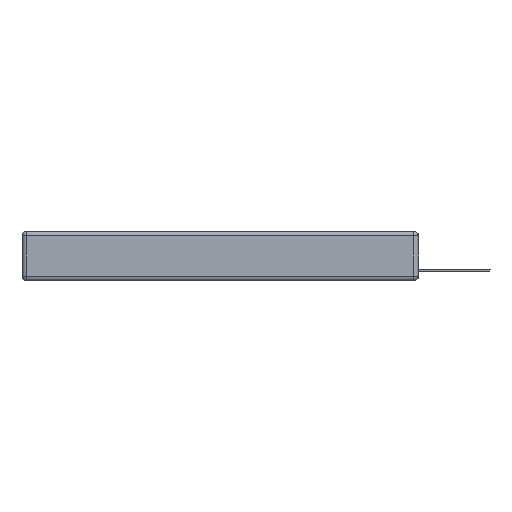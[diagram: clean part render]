
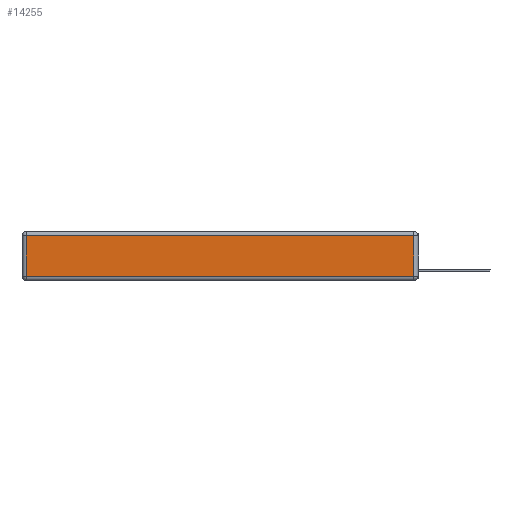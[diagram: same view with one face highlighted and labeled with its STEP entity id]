
A CAD part, left-side view. The second image highlights one B-rep face of the part: STEP entity #14255.
In plain terms, the highlighted planar face has unit normal (-1, 0, 0).
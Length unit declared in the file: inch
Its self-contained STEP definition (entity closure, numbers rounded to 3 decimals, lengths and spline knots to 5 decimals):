
#423 = LINE ( 'NONE', #13190, #11919 ) ;
#436 = EDGE_LOOP ( 'NONE', ( #22422, #10417, #815, #19332 ) ) ;
#815 = ORIENTED_EDGE ( 'NONE', *, *, #1580, .T. ) ;
#1009 = EDGE_CURVE ( 'NONE', #7589, #19384, #10756, .T. ) ;
#1580 = EDGE_CURVE ( 'NONE', #17463, #7589, #6061, .T. ) ;
#1664 = AXIS2_PLACEMENT_3D ( 'NONE', #19911, #10931, #9151 ) ;
#1919 = LINE ( 'NONE', #9127, #10513 ) ;
#3744 = CARTESIAN_POINT ( 'NONE',  ( 0., 2.72, -0.03 ) ) ;
#4283 = DIRECTION ( 'NONE',  ( 0., 1., 0. ) ) ;
#5486 = PLANE ( 'NONE',  #1664 ) ;
#6061 = LINE ( 'NONE', #21899, #23053 ) ;
#7050 = CARTESIAN_POINT ( 'NONE',  ( 0., 2.72, -0.313 ) ) ;
#7589 = VERTEX_POINT ( 'NONE', #3744 ) ;
#9038 = EDGE_CURVE ( 'NONE', #18987, #17463, #1919, .T. ) ;
#9081 = VECTOR ( 'NONE', #10404, 39.37008 ) ;
#9127 = CARTESIAN_POINT ( 'NONE',  ( 0., 0.03, -0.343 ) ) ;
#9151 = DIRECTION ( 'NONE',  ( 0., 0., 1. ) ) ;
#10404 = DIRECTION ( 'NONE',  ( 0., 0., -1. ) ) ;
#10417 = ORIENTED_EDGE ( 'NONE', *, *, #9038, .T. ) ;
#10513 = VECTOR ( 'NONE', #19533, 39.37008 ) ;
#10756 = LINE ( 'NONE', #21377, #9081 ) ;
#10931 = DIRECTION ( 'NONE',  ( -1., 0., 0. ) ) ;
#11919 = VECTOR ( 'NONE', #20362, 39.37008 ) ;
#12518 = CARTESIAN_POINT ( 'NONE',  ( 0., 0.03, -0.313 ) ) ;
#13190 = CARTESIAN_POINT ( 'NONE',  ( 0., 0., -0.313 ) ) ;
#14255 = ADVANCED_FACE ( 'NONE', ( #16262 ), #5486, .T. ) ;
#16262 = FACE_OUTER_BOUND ( 'NONE', #436, .T. ) ;
#17463 = VERTEX_POINT ( 'NONE', #22765 ) ;
#18987 = VERTEX_POINT ( 'NONE', #12518 ) ;
#19332 = ORIENTED_EDGE ( 'NONE', *, *, #1009, .T. ) ;
#19384 = VERTEX_POINT ( 'NONE', #7050 ) ;
#19533 = DIRECTION ( 'NONE',  ( 0., 0., 1. ) ) ;
#19581 = EDGE_CURVE ( 'NONE', #19384, #18987, #423, .T. ) ;
#19911 = CARTESIAN_POINT ( 'NONE',  ( 0., 0., -0.343 ) ) ;
#20362 = DIRECTION ( 'NONE',  ( 0., -1., 0. ) ) ;
#21377 = CARTESIAN_POINT ( 'NONE',  ( 0., 2.72, -0.343 ) ) ;
#21899 = CARTESIAN_POINT ( 'NONE',  ( 0., 2.75, -0.03 ) ) ;
#22422 = ORIENTED_EDGE ( 'NONE', *, *, #19581, .T. ) ;
#22765 = CARTESIAN_POINT ( 'NONE',  ( 0., 0.03, -0.03 ) ) ;
#23053 = VECTOR ( 'NONE', #4283, 39.37008 ) ;
